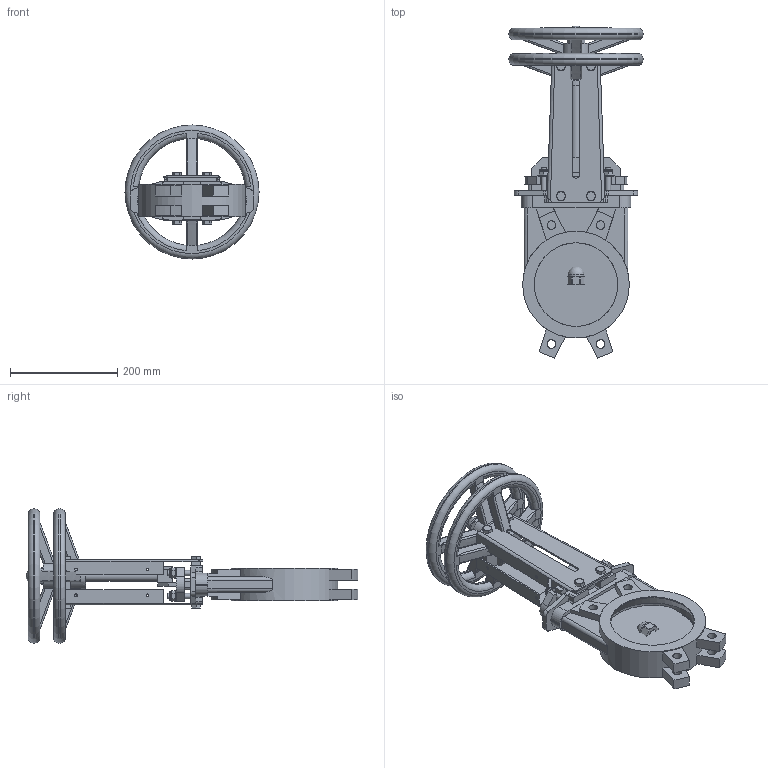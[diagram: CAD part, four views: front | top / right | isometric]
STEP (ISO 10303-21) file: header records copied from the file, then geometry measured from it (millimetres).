
FILE_DESCRIPTION( ( 'Unknown' ), '1' );
FILE_NAME( 'Stoffschieber_DN150.stp', 'Unknown', ( 'Unknown' ), ( 'Unknown' ), 'PSStep 13.0', 'Unknown', ' ' );
FILE_SCHEMA( ( 'AUTOMOTIVE_DESIGN { 1 0 10303 214 1 1 1 1 }' ) );
Length unit declared in the file: millimetre
Products named in the file (4): Assem1; DN150; Handrad_DN150; Sechskant Hutmutter M20
Bounding box: 250 x 619.23 x 250 mm (x, y, z)
Volume: 5762502.3 mm3; surface area: 1087074.1 mm2
Topology: 6 solids, 14 shells, 1334 faces, 3592 edges, 2352 vertices
Faces by surface type: plane 808, cylinder 254, cone 154, extrusion 52, torus 32, bspline 32, sphere 2
Full cylindrical faces by diameter (mm): 5 x16, 10 x16, 15.5 x2, 16 x16, 17 x8, 17.294 x2, 17.5 x2, 20 x4, 22 x10, 30 x2, 50 x2, 150 x4, 150.2 x2, 156 x2, 163.899 x2, 178 x2, 199 x2, 250 x2
Entity records: 28900 total; most frequent: CARTESIAN_POINT 7481, ORIENTED_EDGE 3414, DIRECTION 3059, EDGE_CURVE 1707, VERTEX_POINT 1155, AXIS2_PLACEMENT_3D 1022, VECTOR 1015, LINE 989
